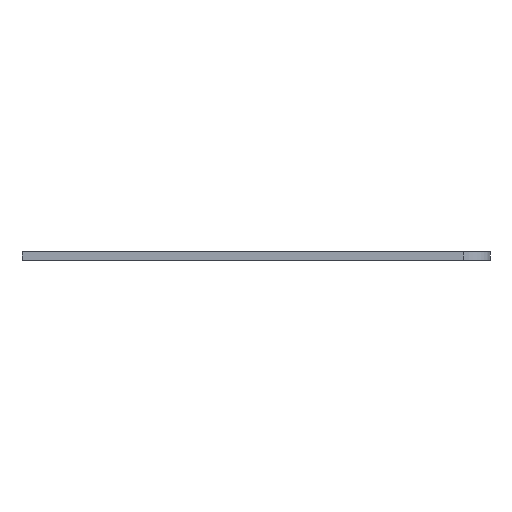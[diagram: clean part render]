
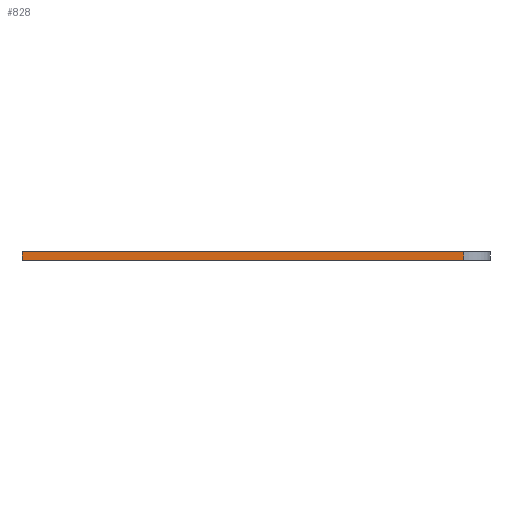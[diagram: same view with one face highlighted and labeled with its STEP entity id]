
A CAD part, left-side view. The second image highlights one B-rep face of the part: STEP entity #828.
In plain terms, the highlighted planar face has unit normal (-1, 0, 0).
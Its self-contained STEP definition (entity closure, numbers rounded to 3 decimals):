
#51=PLANE('',#934);
#92=FACE_OUTER_BOUND('',#138,.T.);
#138=EDGE_LOOP('',(#721,#722,#723,#724));
#147=LINE('',#1195,#226);
#152=LINE('',#1207,#231);
#221=LINE('',#1417,#300);
#222=LINE('',#1418,#301);
#226=VECTOR('',#950,10.);
#231=VECTOR('',#961,10.);
#300=VECTOR('',#1172,10.);
#301=VECTOR('',#1173,10.);
#344=VERTEX_POINT('',#1192);
#345=VERTEX_POINT('',#1194);
#349=VERTEX_POINT('',#1206);
#419=VERTEX_POINT('',#1416);
#422=EDGE_CURVE('',#344,#345,#147,.T.);
#428=EDGE_CURVE('',#345,#349,#152,.T.);
#533=EDGE_CURVE('',#419,#344,#221,.T.);
#534=EDGE_CURVE('',#349,#419,#222,.T.);
#721=ORIENTED_EDGE('',*,*,#422,.F.);
#722=ORIENTED_EDGE('',*,*,#533,.F.);
#723=ORIENTED_EDGE('',*,*,#534,.F.);
#724=ORIENTED_EDGE('',*,*,#428,.F.);
#828=ADVANCED_FACE('',(#92),#51,.T.);
#934=AXIS2_PLACEMENT_3D('',#1415,#1170,#1171);
#950=DIRECTION('',(0.,0.,-1.));
#961=DIRECTION('',(0.,1.,0.));
#1170=DIRECTION('center_axis',(-1.,0.,0.));
#1171=DIRECTION('ref_axis',(0.,-1.,0.));
#1172=DIRECTION('',(0.,-1.,0.));
#1173=DIRECTION('',(0.,0.,1.));
#1192=CARTESIAN_POINT('',(-48.95,-68.952,1.));
#1194=CARTESIAN_POINT('',(-48.95,-68.952,0.));
#1195=CARTESIAN_POINT('',(-48.95,-68.952,0.));
#1206=CARTESIAN_POINT('',(-48.95,-17.952,0.));
#1207=CARTESIAN_POINT('',(-48.95,-71.952,0.));
#1415=CARTESIAN_POINT('Origin',(-48.95,-17.952,0.));
#1416=CARTESIAN_POINT('',(-48.95,-17.952,1.));
#1417=CARTESIAN_POINT('',(-48.95,-71.952,1.));
#1418=CARTESIAN_POINT('',(-48.95,-17.952,0.));
